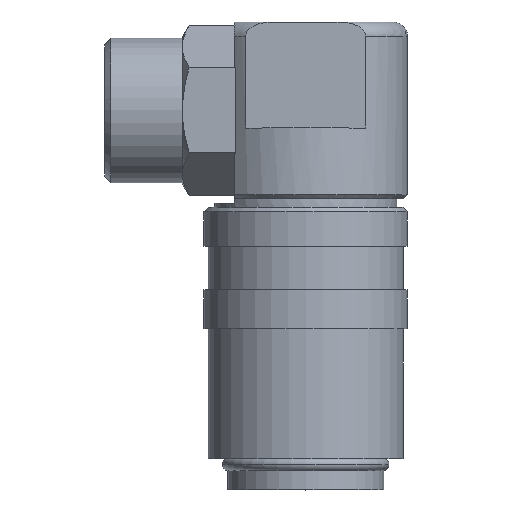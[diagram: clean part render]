
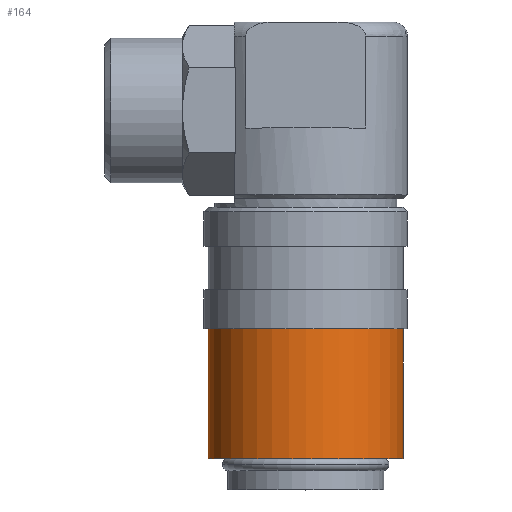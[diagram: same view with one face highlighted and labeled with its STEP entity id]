
A CAD part, top view. The second image highlights one B-rep face of the part: STEP entity #164.
In plain terms, the highlighted cylindrical face has radius 11.25 mm (diameter 22.5 mm), a partial arc.
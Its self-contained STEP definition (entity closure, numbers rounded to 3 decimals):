
#164=ADVANCED_FACE('',(#367),#368,.T.);
#367=FACE_OUTER_BOUND('',#605,.T.);
#368=CYLINDRICAL_SURFACE('',#606,11.25);
#605=EDGE_LOOP('',(#1040,#1041,#1042,#1043));
#606=AXIS2_PLACEMENT_3D('',#1044,#1045,#1046);
#1040=ORIENTED_EDGE('',*,*,#1474,.T.);
#1041=ORIENTED_EDGE('',*,*,#1552,.F.);
#1042=ORIENTED_EDGE('',*,*,#1475,.T.);
#1043=ORIENTED_EDGE('',*,*,#1468,.T.);
#1044=CARTESIAN_POINT('',(0.0,11.1,0.0));
#1045=DIRECTION('',(-0.0,1.0,0.0));
#1046=DIRECTION('',(1.0,0.0,0.0));
#1468=EDGE_CURVE('',#1786,#1785,#1788,.T.);
#1474=EDGE_CURVE('',#1785,#1796,#1797,.T.);
#1475=EDGE_CURVE('',#1798,#1786,#1799,.T.);
#1552=EDGE_CURVE('',#1798,#1796,#1905,.T.);
#1785=VERTEX_POINT('',#2427);
#1786=VERTEX_POINT('',#2428);
#1788=CIRCLE('',#2430,11.25);
#1796=VERTEX_POINT('',#2440);
#1797=LINE('',#2441,#2442);
#1798=VERTEX_POINT('',#2443);
#1799=LINE('',#2444,#2445);
#1905=CIRCLE('',#2762,11.25);
#2427=CARTESIAN_POINT('',(11.25,3.6,0.0));
#2428=CARTESIAN_POINT('',(-11.25,3.6,0.));
#2430=AXIS2_PLACEMENT_3D('',#3113,#3114,#3115);
#2440=CARTESIAN_POINT('',(11.25,18.6,0.0));
#2441=CARTESIAN_POINT('',(11.25,11.1,0.));
#2442=VECTOR('',#3121,1.0);
#2443=CARTESIAN_POINT('',(-11.25,18.6,0.));
#2444=CARTESIAN_POINT('',(-11.25,11.1,0.));
#2445=VECTOR('',#3122,1.0);
#2762=AXIS2_PLACEMENT_3D('',#3240,#3241,#3242);
#3113=CARTESIAN_POINT('',(0.0,3.6,0.0));
#3114=DIRECTION('',(-0.0,1.0,0.0));
#3115=DIRECTION('',(1.0,0.0,0.0));
#3121=DIRECTION('',(0.0,1.0,0.0));
#3122=DIRECTION('',(-0.0,-1.0,-0.0));
#3240=CARTESIAN_POINT('',(0.0,18.6,0.0));
#3241=DIRECTION('',(-0.0,1.0,0.0));
#3242=DIRECTION('',(1.0,0.0,0.0));
